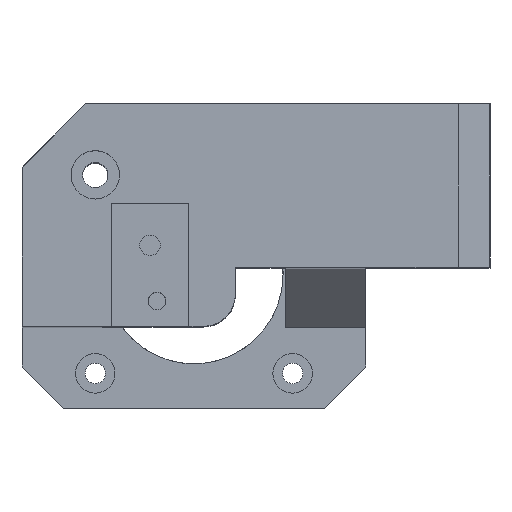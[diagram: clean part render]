
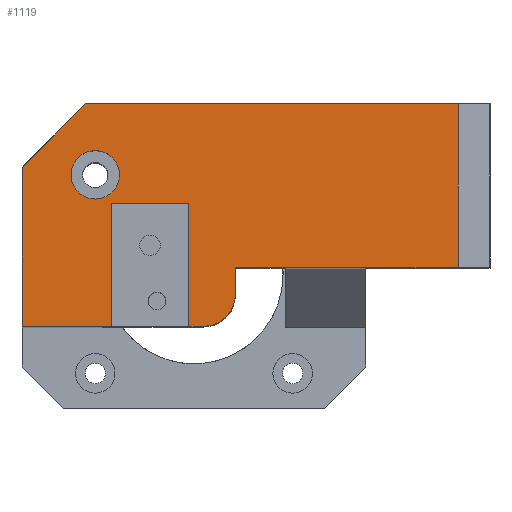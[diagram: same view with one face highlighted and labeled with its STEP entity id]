
A CAD part, top view. The second image highlights one B-rep face of the part: STEP entity #1119.
In plain terms, the highlighted planar face has unit normal (0, 0, 1).
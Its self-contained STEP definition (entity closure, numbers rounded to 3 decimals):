
#333 = VERTEX_POINT('',#334);
#334 = CARTESIAN_POINT('',(81.141,976.278,47.945));
#340 = EDGE_CURVE('',#333,#341,#343,.T.);
#341 = VERTEX_POINT('',#342);
#342 = CARTESIAN_POINT('',(78.841,976.278,47.945));
#343 = LINE('',#344,#345);
#344 = CARTESIAN_POINT('',(78.846,976.278,47.945));
#345 = VECTOR('',#346,1.);
#346 = DIRECTION('',(-1.,0.,0.));
#365 = VERTEX_POINT('',#366);
#366 = CARTESIAN_POINT('',(66.651,976.278,47.945));
#372 = EDGE_CURVE('',#373,#365,#375,.T.);
#373 = VERTEX_POINT('',#374);
#374 = CARTESIAN_POINT('',(52.641,976.278,47.945));
#375 = LINE('',#376,#377);
#376 = CARTESIAN_POINT('',(66.426,976.278,47.945));
#377 = VECTOR('',#378,1.);
#378 = DIRECTION('',(1.,0.,0.));
#617 = VERTEX_POINT('',#618);
#618 = CARTESIAN_POINT('',(121.141,985.528,47.945));
#624 = EDGE_CURVE('',#617,#625,#627,.T.);
#625 = VERTEX_POINT('',#626);
#626 = CARTESIAN_POINT('',(86.141,985.528,47.945));
#627 = LINE('',#628,#629);
#628 = CARTESIAN_POINT('',(90.997,985.528,47.945));
#629 = VECTOR('',#630,1.);
#630 = DIRECTION('',(-1.,0.,0.));
#1088 = EDGE_CURVE('',#1089,#373,#1091,.T.);
#1089 = VERTEX_POINT('',#1090);
#1090 = CARTESIAN_POINT('',(52.641,1001.228,47.945));
#1091 = LINE('',#1092,#1093);
#1092 = CARTESIAN_POINT('',(52.641,981.328,47.945));
#1093 = VECTOR('',#1094,1.);
#1094 = DIRECTION('',(0.,-1.,0.));
#1119 = ADVANCED_FACE('',(#1120,#1185),#1196,.T.);
#1120 = FACE_BOUND('',#1121,.T.);
#1121 = EDGE_LOOP('',(#1122,#1132,#1138,#1139,#1140,#1148,#1156,#1162,
    #1163,#1172,#1178,#1179));
#1122 = ORIENTED_EDGE('',*,*,#1123,.F.);
#1123 = EDGE_CURVE('',#1124,#1126,#1128,.T.);
#1124 = VERTEX_POINT('',#1125);
#1125 = CARTESIAN_POINT('',(62.691,1011.278,47.945));
#1126 = VERTEX_POINT('',#1127);
#1127 = CARTESIAN_POINT('',(121.141,1011.278,47.945));
#1128 = LINE('',#1129,#1130);
#1129 = CARTESIAN_POINT('',(98.156,1011.278,47.945));
#1130 = VECTOR('',#1131,1.);
#1131 = DIRECTION('',(1.,0.,0.));
#1132 = ORIENTED_EDGE('',*,*,#1133,.T.);
#1133 = EDGE_CURVE('',#1124,#1089,#1134,.T.);
#1134 = LINE('',#1135,#1136);
#1135 = CARTESIAN_POINT('',(64.7,1013.288,47.945));
#1136 = VECTOR('',#1137,1.);
#1137 = DIRECTION('',(-0.707,-0.707,0.));
#1138 = ORIENTED_EDGE('',*,*,#1088,.T.);
#1139 = ORIENTED_EDGE('',*,*,#372,.T.);
#1140 = ORIENTED_EDGE('',*,*,#1141,.F.);
#1141 = EDGE_CURVE('',#1142,#365,#1144,.T.);
#1142 = VERTEX_POINT('',#1143);
#1143 = CARTESIAN_POINT('',(66.651,995.528,47.945));
#1144 = LINE('',#1145,#1146);
#1145 = CARTESIAN_POINT('',(66.651,991.676,47.945));
#1146 = VECTOR('',#1147,1.);
#1147 = DIRECTION('',(0.,-1.,0.));
#1148 = ORIENTED_EDGE('',*,*,#1149,.F.);
#1149 = EDGE_CURVE('',#1150,#1142,#1152,.T.);
#1150 = VERTEX_POINT('',#1151);
#1151 = CARTESIAN_POINT('',(78.841,995.528,47.945));
#1152 = LINE('',#1153,#1154);
#1153 = CARTESIAN_POINT('',(78.626,995.528,47.945));
#1154 = VECTOR('',#1155,1.);
#1155 = DIRECTION('',(-1.,0.,0.));
#1156 = ORIENTED_EDGE('',*,*,#1157,.F.);
#1157 = EDGE_CURVE('',#341,#1150,#1158,.T.);
#1158 = LINE('',#1159,#1160);
#1159 = CARTESIAN_POINT('',(78.841,985.528,47.945));
#1160 = VECTOR('',#1161,1.);
#1161 = DIRECTION('',(0.,1.,0.));
#1162 = ORIENTED_EDGE('',*,*,#340,.F.);
#1163 = ORIENTED_EDGE('',*,*,#1164,.T.);
#1164 = EDGE_CURVE('',#333,#1165,#1167,.T.);
#1165 = VERTEX_POINT('',#1166);
#1166 = CARTESIAN_POINT('',(86.141,981.278,47.945));
#1167 = CIRCLE('',#1168,5.);
#1168 = AXIS2_PLACEMENT_3D('',#1169,#1170,#1171);
#1169 = CARTESIAN_POINT('',(81.141,981.278,47.945));
#1170 = DIRECTION('',(0.,0.,1.));
#1171 = DIRECTION('',(1.,0.,0.));
#1172 = ORIENTED_EDGE('',*,*,#1173,.T.);
#1173 = EDGE_CURVE('',#1165,#625,#1174,.T.);
#1174 = LINE('',#1175,#1176);
#1175 = CARTESIAN_POINT('',(86.141,976.278,47.945));
#1176 = VECTOR('',#1177,1.);
#1177 = DIRECTION('',(0.,1.,0.));
#1178 = ORIENTED_EDGE('',*,*,#624,.F.);
#1179 = ORIENTED_EDGE('',*,*,#1180,.T.);
#1180 = EDGE_CURVE('',#617,#1126,#1181,.T.);
#1181 = LINE('',#1182,#1183);
#1182 = CARTESIAN_POINT('',(121.141,985.528,47.945));
#1183 = VECTOR('',#1184,1.);
#1184 = DIRECTION('',(0.,1.,0.));
#1185 = FACE_BOUND('',#1186,.T.);
#1186 = EDGE_LOOP('',(#1187));
#1187 = ORIENTED_EDGE('',*,*,#1188,.F.);
#1188 = EDGE_CURVE('',#1189,#1189,#1191,.T.);
#1189 = VERTEX_POINT('',#1190);
#1190 = CARTESIAN_POINT('',(67.941,1000.078,47.945));
#1191 = CIRCLE('',#1192,3.8);
#1192 = AXIS2_PLACEMENT_3D('',#1193,#1194,#1195);
#1193 = CARTESIAN_POINT('',(64.141,1000.078,47.945));
#1194 = DIRECTION('',(0.,0.,1.));
#1195 = DIRECTION('',(1.,0.,0.));
#1196 = PLANE('',#1197);
#1197 = AXIS2_PLACEMENT_3D('',#1198,#1199,#1200);
#1198 = CARTESIAN_POINT('',(84.168,994.505,47.945));
#1199 = DIRECTION('',(0.,0.,1.));
#1200 = DIRECTION('',(1.,0.,0.));
